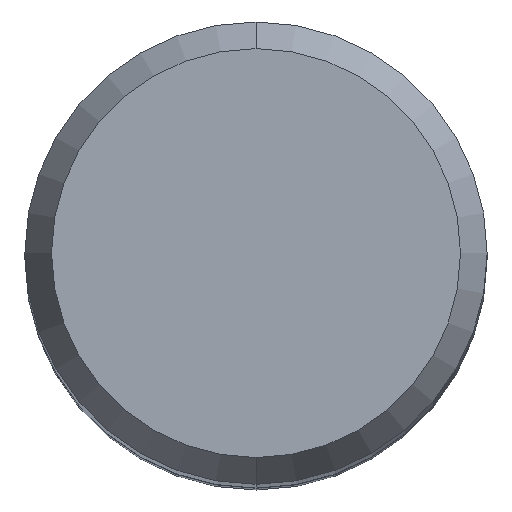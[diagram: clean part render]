
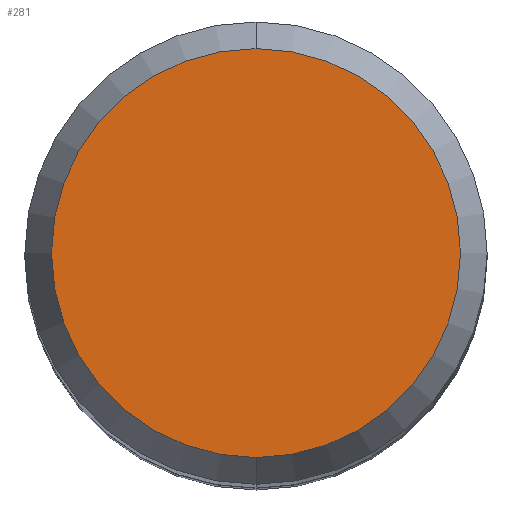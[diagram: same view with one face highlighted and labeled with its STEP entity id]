
A CAD part, top view. The second image highlights one B-rep face of the part: STEP entity #281.
In plain terms, the highlighted planar face has unit normal (0, 0, 1).
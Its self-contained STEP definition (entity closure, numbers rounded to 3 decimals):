
#281=ADVANCED_FACE('',(#622),#623,.T.);
#311=EDGE_CURVE('',#433,#367,#656,.T.);
#367=VERTEX_POINT('',#719);
#375=EDGE_CURVE('',#367,#433,#727,.T.);
#433=VERTEX_POINT('',#789);
#622=FACE_OUTER_BOUND('',#1070,.T.);
#623=PLANE('',#1071);
#656=CIRCLE('',#1166,4.423);
#719=CARTESIAN_POINT('',(0.0,4.423,0.0));
#727=CIRCLE('',#1281,4.423);
#789=CARTESIAN_POINT('',(0.,-4.423,0.0));
#1070=EDGE_LOOP('',(#1673,#1674));
#1071=AXIS2_PLACEMENT_3D('',#1675,#1676,#1677);
#1166=AXIS2_PLACEMENT_3D('',#1715,#1716,#1717);
#1281=AXIS2_PLACEMENT_3D('',#1800,#1801,#1802);
#1673=ORIENTED_EDGE('',*,*,#375,.F.);
#1674=ORIENTED_EDGE('',*,*,#311,.F.);
#1675=CARTESIAN_POINT('',(0.0,2.211,0.0));
#1676=DIRECTION('',(-0.0,0.0,1.0));
#1677=DIRECTION('',(0.0,-1.0,0.0));
#1715=CARTESIAN_POINT('',(0.0,0.0,0.0));
#1716=DIRECTION('',(0.0,0.0,-1.0));
#1717=DIRECTION('',(0.0,1.0,0.0));
#1800=CARTESIAN_POINT('',(0.0,0.0,0.0));
#1801=DIRECTION('',(0.0,0.0,-1.0));
#1802=DIRECTION('',(0.0,1.0,0.0));
